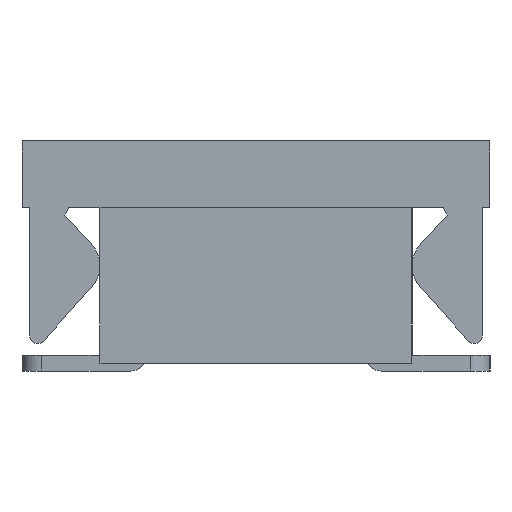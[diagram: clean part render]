
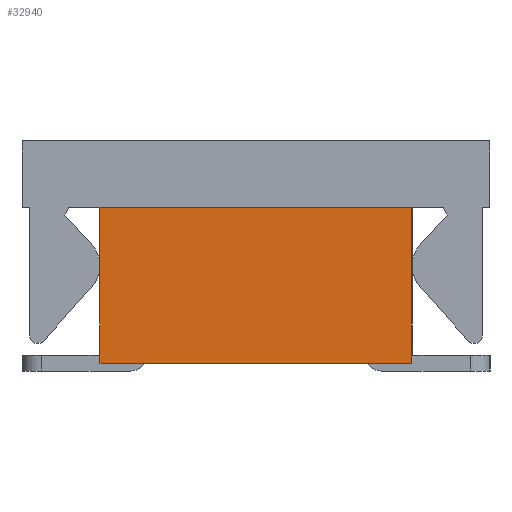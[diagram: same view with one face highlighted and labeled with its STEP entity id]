
A CAD part, front view. The second image highlights one B-rep face of the part: STEP entity #32940.
In plain terms, the highlighted face is planar.
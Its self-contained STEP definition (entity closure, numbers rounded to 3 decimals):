
#11800=ORIENTED_EDGE('',*,*,#16914,.T.);
#11801=ORIENTED_EDGE('',*,*,#16936,.F.);
#11802=ORIENTED_EDGE('',*,*,#16922,.F.);
#11803=ORIENTED_EDGE('',*,*,#16937,.T.);
#16914=EDGE_CURVE('',#19999,#19998,#23232,.T.);
#16922=EDGE_CURVE('',#20004,#20005,#23240,.T.);
#16936=EDGE_CURVE('',#20005,#19998,#23254,.T.);
#16937=EDGE_CURVE('',#20004,#19999,#23255,.T.);
#19998=VERTEX_POINT('',#56681);
#19999=VERTEX_POINT('',#56683);
#20004=VERTEX_POINT('',#56696);
#20005=VERTEX_POINT('',#56698);
#23232=LINE('',#56682,#26482);
#23240=LINE('',#56697,#26490);
#23254=LINE('',#56714,#26504);
#23255=LINE('',#56716,#26505);
#26482=VECTOR('',#45121,1000.);
#26490=VECTOR('',#45131,1000.);
#26504=VECTOR('',#45149,1000.);
#26505=VECTOR('',#45152,1000.);
#28282=EDGE_LOOP('',(#11800,#11801,#11802,#11803));
#30108=FACE_BOUND('',#28282,.T.);
#31138=PLANE('',#36096);
#32940=ADVANCED_FACE('',(#30108),#31138,.F.);
#36096=AXIS2_PLACEMENT_3D('',#56715,#45150,#45151);
#45121=DIRECTION('',(0.,0.,-1.));
#45131=DIRECTION('',(0.,0.,-1.));
#45149=DIRECTION('',(0.,1.,0.));
#45150=DIRECTION('',(1.,0.,0.));
#45151=DIRECTION('',(0.,0.,-1.));
#45152=DIRECTION('',(0.,1.,0.));
#56681=CARTESIAN_POINT('',(-12.,2.,-1.));
#56682=CARTESIAN_POINT('',(-12.,2.,1.));
#56683=CARTESIAN_POINT('',(-12.,2.,1.));
#56696=CARTESIAN_POINT('',(-12.,-2.,1.));
#56697=CARTESIAN_POINT('',(-12.,-2.,1.));
#56698=CARTESIAN_POINT('',(-12.,-2.,-1.));
#56714=CARTESIAN_POINT('',(-12.,-2.,-1.));
#56715=CARTESIAN_POINT('',(-12.,-2.,1.));
#56716=CARTESIAN_POINT('',(-12.,-2.,1.));
